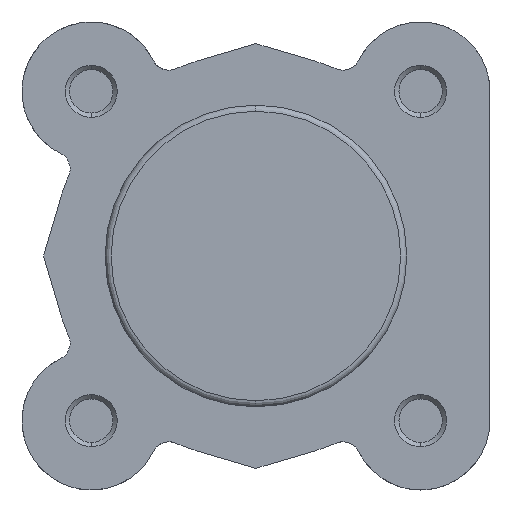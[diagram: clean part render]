
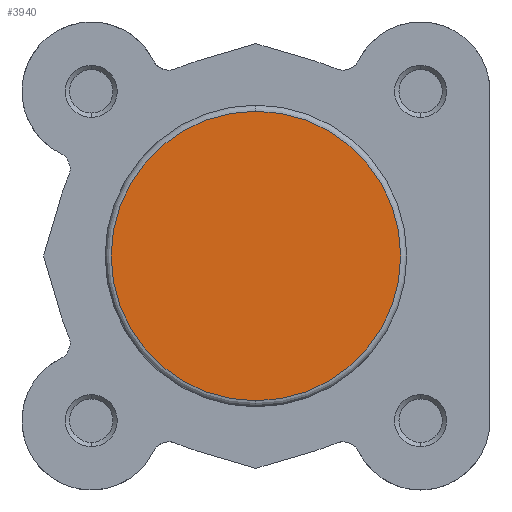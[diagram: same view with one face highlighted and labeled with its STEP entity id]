
A CAD part, left-side view. The second image highlights one B-rep face of the part: STEP entity #3940.
In plain terms, the highlighted planar face has unit normal (-1, 0, 0).
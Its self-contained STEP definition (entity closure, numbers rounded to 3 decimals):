
#461 = EDGE_CURVE ( 'NONE', #4222, #4202, #6176, .T. ) ;
#571 = EDGE_CURVE ( 'NONE', #4202, #4222, #6332, .T. ) ;
#794 = AXIS2_PLACEMENT_3D ( 'NONE', #5260, #5261, #5262 ) ;
#858 = AXIS2_PLACEMENT_3D ( 'NONE', #1208, #1209, #1210 ) ;
#912 = AXIS2_PLACEMENT_3D ( 'NONE', #1590, #1593, #1594 ) ;
#1208 = CARTESIAN_POINT ( 'NONE',  ( 0., 0., 0. ) ) ;
#1209 = DIRECTION ( 'NONE',  ( -1., 0., 0. ) ) ;
#1210 = DIRECTION ( 'NONE',  ( 0., 0., 1. ) ) ;
#1590 = CARTESIAN_POINT ( 'NONE',  ( 0., -17.4, 0. ) ) ;
#1591 = PLANE ( 'NONE',  #912 ) ;
#1593 = DIRECTION ( 'NONE',  ( -1., 0., 0. ) ) ;
#1594 = DIRECTION ( 'NONE',  ( 0., 0., 1. ) ) ;
#2906 = FACE_OUTER_BOUND ( 'NONE', #6562, .T. ) ;
#3673 = CARTESIAN_POINT ( 'NONE',  ( 0., 0., 16.7 ) ) ;
#3693 = CARTESIAN_POINT ( 'NONE',  ( 0., 0., -16.7 ) ) ;
#3940 = ADVANCED_FACE ( 'NONE', ( #2906 ), #1591, .T. ) ;
#4202 = VERTEX_POINT ( 'NONE', #3673 ) ;
#4222 = VERTEX_POINT ( 'NONE', #3693 ) ;
#5260 = CARTESIAN_POINT ( 'NONE',  ( 0., 0., 0. ) ) ;
#5261 = DIRECTION ( 'NONE',  ( -1., 0., 0. ) ) ;
#5262 = DIRECTION ( 'NONE',  ( 0., 0., 1. ) ) ;
#5344 = ORIENTED_EDGE ( 'NONE', *, *, #461, .T. ) ;
#5345 = ORIENTED_EDGE ( 'NONE', *, *, #571, .T. ) ;
#6176 = CIRCLE ( 'NONE', #794, 16.7 ) ;
#6332 = CIRCLE ( 'NONE', #858, 16.7 ) ;
#6562 = EDGE_LOOP ( 'NONE', ( #5345, #5344 ) ) ;
